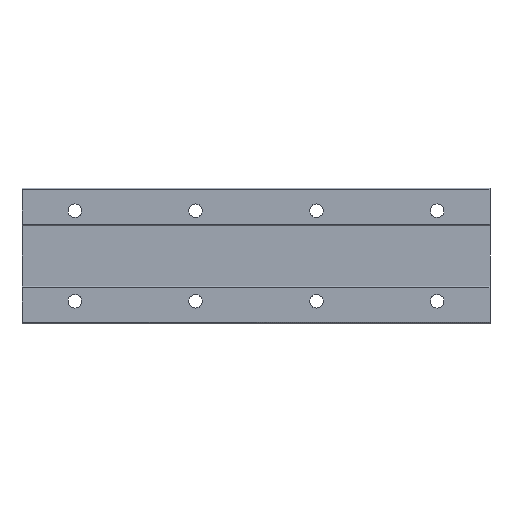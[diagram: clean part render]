
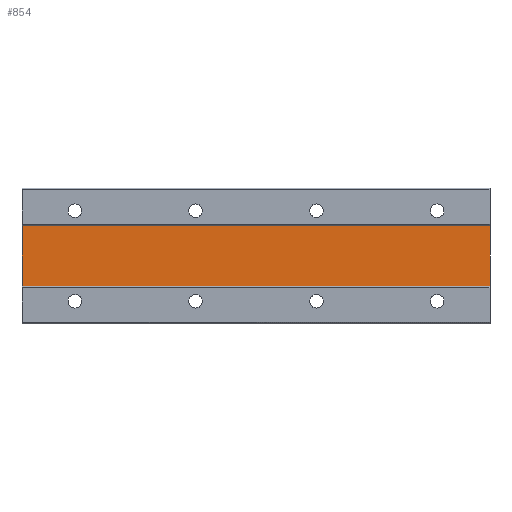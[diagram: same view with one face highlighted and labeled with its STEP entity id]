
A CAD part, front view. The second image highlights one B-rep face of the part: STEP entity #854.
In plain terms, the highlighted planar face has unit normal (0, -1, 0).
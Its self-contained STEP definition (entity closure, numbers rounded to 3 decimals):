
#44 = DIRECTION ( 'NONE',  ( -1., 0., 0. ) ) ;
#121 = VECTOR ( 'NONE', #44, 1000. ) ;
#168 = EDGE_CURVE ( 'NONE', #1793, #1470, #1086, .T. ) ;
#224 = LINE ( 'NONE', #2255, #1737 ) ;
#237 = LINE ( 'NONE', #969, #121 ) ;
#383 = VERTEX_POINT ( 'NONE', #2027 ) ;
#433 = DIRECTION ( 'NONE',  ( 0., 0., -1. ) ) ;
#519 = DIRECTION ( 'NONE',  ( 0., 1., 0. ) ) ;
#535 = CARTESIAN_POINT ( 'NONE',  ( -35., 1., 20. ) ) ;
#726 = PLANE ( 'NONE',  #1460 ) ;
#794 = CARTESIAN_POINT ( 'NONE',  ( -35., 1., -20. ) ) ;
#854 = ADVANCED_FACE ( 'NONE', ( #1291 ), #726, .F. ) ;
#941 = CARTESIAN_POINT ( 'NONE',  ( 275., 1., 20. ) ) ;
#952 = CARTESIAN_POINT ( 'NONE',  ( 275., 1., 20. ) ) ;
#969 = CARTESIAN_POINT ( 'NONE',  ( 275., 1., -20. ) ) ;
#1005 = EDGE_CURVE ( 'NONE', #1216, #383, #224, .T. ) ;
#1086 = LINE ( 'NONE', #1640, #2314 ) ;
#1216 = VERTEX_POINT ( 'NONE', #2026 ) ;
#1285 = EDGE_CURVE ( 'NONE', #383, #1470, #237, .T. ) ;
#1287 = DIRECTION ( 'NONE',  ( 1., 0., 0. ) ) ;
#1291 = FACE_OUTER_BOUND ( 'NONE', #1863, .T. ) ;
#1433 = ORIENTED_EDGE ( 'NONE', *, *, #2259, .F. ) ;
#1460 = AXIS2_PLACEMENT_3D ( 'NONE', #941, #519, #1847 ) ;
#1470 = VERTEX_POINT ( 'NONE', #794 ) ;
#1480 = ORIENTED_EDGE ( 'NONE', *, *, #168, .T. ) ;
#1584 = ORIENTED_EDGE ( 'NONE', *, *, #1285, .F. ) ;
#1640 = CARTESIAN_POINT ( 'NONE',  ( -35., 1., 44.91 ) ) ;
#1737 = VECTOR ( 'NONE', #433, 1000. ) ;
#1748 = ORIENTED_EDGE ( 'NONE', *, *, #1005, .F. ) ;
#1793 = VERTEX_POINT ( 'NONE', #535 ) ;
#1847 = DIRECTION ( 'NONE',  ( 0., 0., 1. ) ) ;
#1863 = EDGE_LOOP ( 'NONE', ( #1584, #1748, #1433, #1480 ) ) ;
#2026 = CARTESIAN_POINT ( 'NONE',  ( 275., 1., 20. ) ) ;
#2027 = CARTESIAN_POINT ( 'NONE',  ( 275., 1., -20. ) ) ;
#2055 = LINE ( 'NONE', #952, #2308 ) ;
#2202 = DIRECTION ( 'NONE',  ( 0., 0., -1. ) ) ;
#2255 = CARTESIAN_POINT ( 'NONE',  ( 275., 1., 44.91 ) ) ;
#2259 = EDGE_CURVE ( 'NONE', #1793, #1216, #2055, .T. ) ;
#2308 = VECTOR ( 'NONE', #1287, 1000. ) ;
#2314 = VECTOR ( 'NONE', #2202, 1000. ) ;
